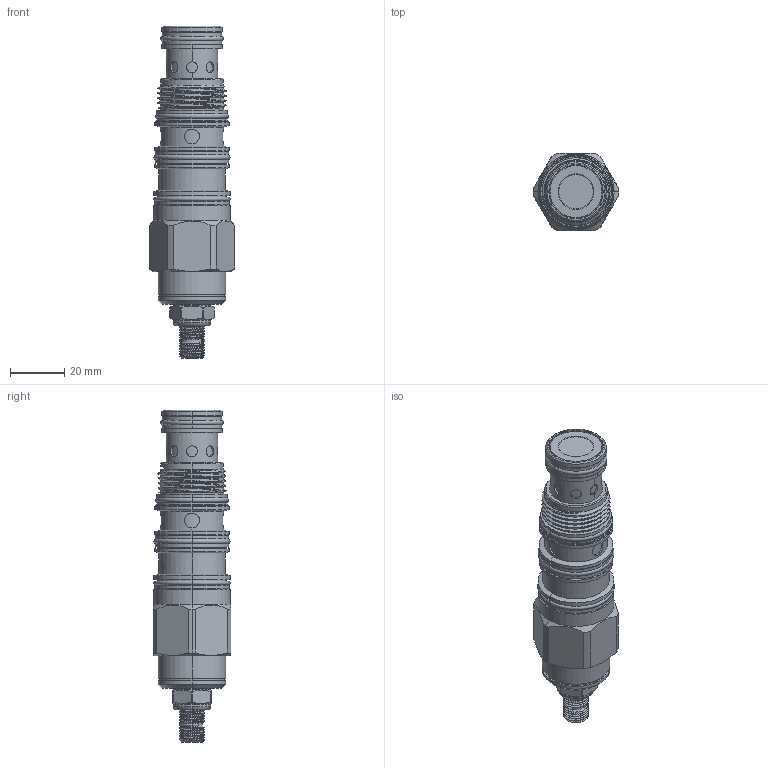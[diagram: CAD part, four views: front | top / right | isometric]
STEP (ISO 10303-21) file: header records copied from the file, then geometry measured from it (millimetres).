
FILE_DESCRIPTION (( 'STEP AP203' ), '1' );
FILE_NAME ('PD22A40-L.STEP', '2024-11-13T02:31:46', ( '' ), ( '' ), 'SwSTEP 2.0', 'SolidWorks 2018', '' );
FILE_SCHEMA (( 'CONFIG_CONTROL_DESIGN' ));
Length unit declared in the file: millimetre
Products named in the file (1): PD22A40-L
Bounding box: 31.6 x 28.57 x 122.53 mm (x, y, z)
Volume: 53928.7 mm3; surface area: 13526 mm2
Topology: 2 solids, 3 shells, 375 faces, 876 edges, 545 vertices
Faces by surface type: cylinder 199, plane 67, cone 56, torus 42, bspline 11
Entity records: 20428 total; most frequent: CARTESIAN_POINT 12049, ORIENTED_EDGE 1752, DIRECTION 1747, EDGE_CURVE 876, AXIS2_PLACEMENT_3D 735, VERTEX_POINT 545, EDGE_LOOP 417, FACE_OUTER_BOUND 375
